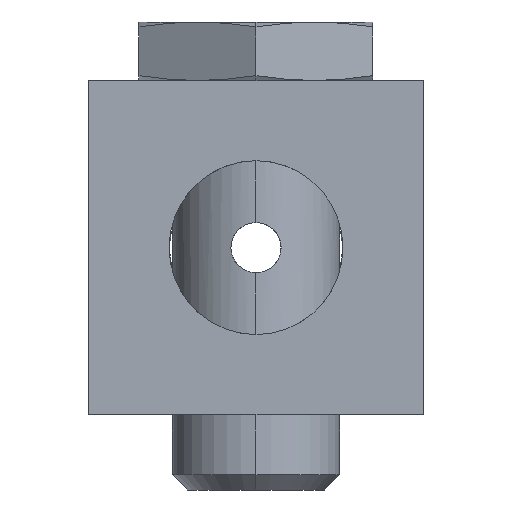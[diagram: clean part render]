
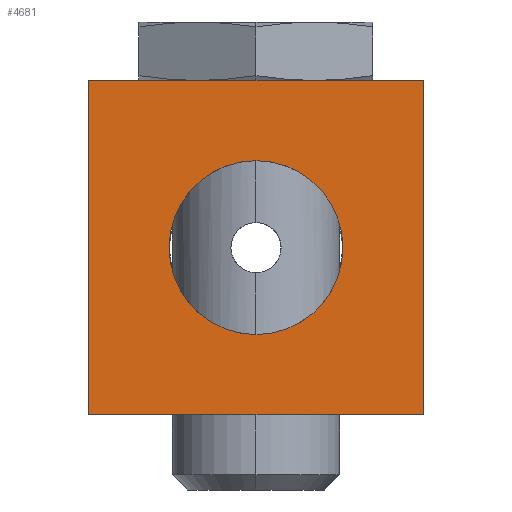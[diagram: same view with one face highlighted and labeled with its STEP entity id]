
A CAD part, left-side view. The second image highlights one B-rep face of the part: STEP entity #4681.
In plain terms, the highlighted planar face has unit normal (-1, 0, 0).
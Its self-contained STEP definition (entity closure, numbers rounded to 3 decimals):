
#4359=CARTESIAN_POINT('',(0.,20.,-20.));
#4360=VERTEX_POINT('',#4359);
#4361=CARTESIAN_POINT('',(0.,20.,0.));
#4362=VERTEX_POINT('',#4361);
#4363=CARTESIAN_POINT('',(0.,20.,-20.));
#4364=DIRECTION('',(0.,0.,1.));
#4365=VECTOR('',#4364,20.);
#4366=LINE('',#4363,#4365);
#4367=EDGE_CURVE('',#4360,#4362,#4366,.T.);
#4442=CARTESIAN_POINT('',(0.,0.,0.));
#4443=VERTEX_POINT('',#4442);
#4444=CARTESIAN_POINT('',(0.,20.,0.));
#4445=DIRECTION('',(0.,-1.,0.));
#4446=VECTOR('',#4445,20.);
#4447=LINE('',#4444,#4446);
#4448=EDGE_CURVE('',#4362,#4443,#4447,.T.);
#4539=CARTESIAN_POINT('',(0.,10.,-15.2));
#4540=VERTEX_POINT('',#4539);
#4600=CARTESIAN_POINT('',(0.,10.,-4.8));
#4601=VERTEX_POINT('',#4600);
#4608=CARTESIAN_POINT('',(0.,10.,-10.));
#4609=DIRECTION('',(1.,0.,0.));
#4610=DIRECTION('',(0.,0.,-1.));
#4611=AXIS2_PLACEMENT_3D('',#4608,#4609,#4610);
#4612=CIRCLE('',#4611,5.2);
#4613=EDGE_CURVE('',#4540,#4601,#4612,.T.);
#4648=CARTESIAN_POINT('',(0.,0.,0.));
#4649=DIRECTION('',(1.,0.,0.));
#4650=DIRECTION('',(0.,0.,-1.));
#4651=AXIS2_PLACEMENT_3D('',#4648,#4649,#4650);
#4652=PLANE('',#4651);
#4653=ORIENTED_EDGE('',*,*,#4613,.T.);
#4654=CARTESIAN_POINT('',(0.,10.,-10.));
#4655=DIRECTION('',(1.,0.,0.));
#4656=DIRECTION('',(0.,0.,-1.));
#4657=AXIS2_PLACEMENT_3D('',#4654,#4655,#4656);
#4658=CIRCLE('',#4657,5.2);
#4659=EDGE_CURVE('',#4601,#4540,#4658,.T.);
#4660=ORIENTED_EDGE('',*,*,#4659,.T.);
#4661=EDGE_LOOP('',(#4653,#4660));
#4662=FACE_BOUND('',#4661,.T.);
#4663=ORIENTED_EDGE('',*,*,#4367,.F.);
#4664=CARTESIAN_POINT('',(0.,0.,-20.));
#4665=VERTEX_POINT('',#4664);
#4666=CARTESIAN_POINT('',(0.,0.,-20.));
#4667=DIRECTION('',(0.,1.,0.));
#4668=VECTOR('',#4667,20.);
#4669=LINE('',#4666,#4668);
#4670=EDGE_CURVE('',#4665,#4360,#4669,.T.);
#4671=ORIENTED_EDGE('',*,*,#4670,.F.);
#4672=CARTESIAN_POINT('',(0.,0.,0.));
#4673=DIRECTION('',(0.,0.,-1.));
#4674=VECTOR('',#4673,20.);
#4675=LINE('',#4672,#4674);
#4676=EDGE_CURVE('',#4443,#4665,#4675,.T.);
#4677=ORIENTED_EDGE('',*,*,#4676,.F.);
#4678=ORIENTED_EDGE('',*,*,#4448,.F.);
#4679=EDGE_LOOP('',(#4663,#4671,#4677,#4678));
#4680=FACE_BOUND('',#4679,.T.);
#4681=ADVANCED_FACE('',(#4662,#4680),#4652,.F.);
